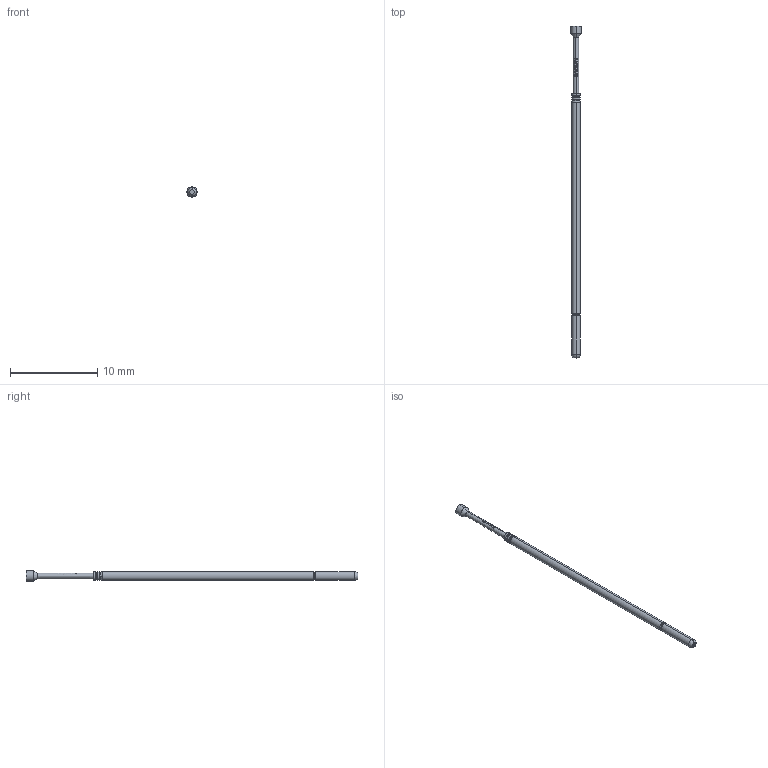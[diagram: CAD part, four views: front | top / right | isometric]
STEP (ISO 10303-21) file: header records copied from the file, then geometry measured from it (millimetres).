
FILE_DESCRIPTION (( 'STEP AP203' ), '1' );
FILE_NAME ('INGUN_GKS-075_303_120_X_xx00_E_0.STEP', '2017-05-12T10:26:21', ( '' ), ( '' ), 'SwSTEP 2.0', 'SolidWorks 2016', '' );
FILE_SCHEMA (( 'CONFIG_CONTROL_DESIGN' ));
Length unit declared in the file: millimetre
Products named in the file (1): INGUN_GKS-075_303_120_X_xx00_E_0
Bounding box: 1.2 x 38.1 x 1.2 mm (x, y, z)
Volume: 27.2 mm3; surface area: 116.8 mm2
Topology: 1 solids, 1 shells, 110 faces, 301 edges, 193 vertices
Faces by surface type: bspline 58, cone 24, torus 14, cylinder 12, plane 2
Entity records: 3864 total; most frequent: CARTESIAN_POINT 1561, ORIENTED_EDGE 598, EDGE_CURVE 299, DIRECTION 249, B_SPLINE_CURVE_WITH_KNOTS 212, VERTEX_POINT 193, EDGE_LOOP 112, ADVANCED_FACE 110
